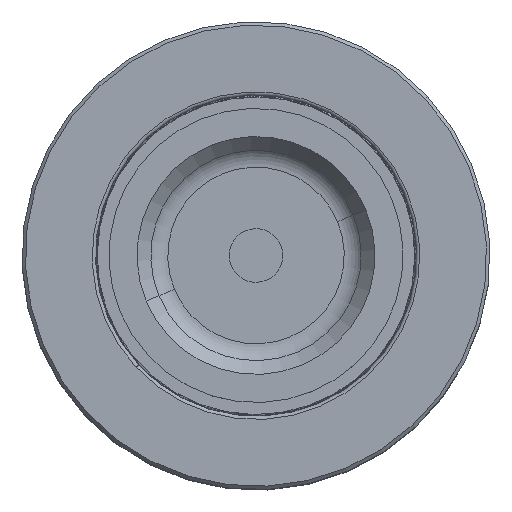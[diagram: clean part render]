
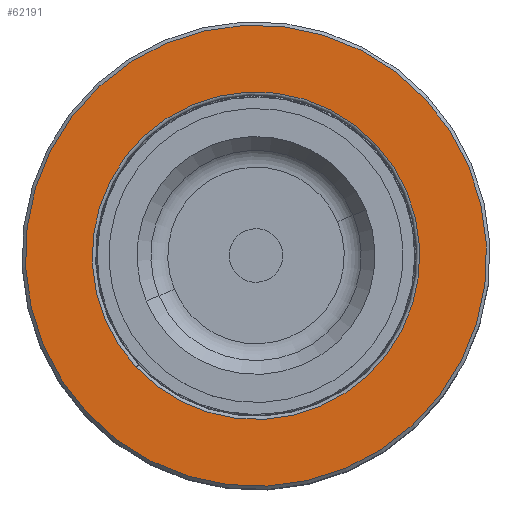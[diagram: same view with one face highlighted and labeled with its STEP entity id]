
A CAD part, top view. The second image highlights one B-rep face of the part: STEP entity #62191.
In plain terms, the highlighted face is planar.
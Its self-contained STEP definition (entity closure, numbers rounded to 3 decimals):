
#1883 = EDGE_LOOP ( 'NONE', ( #27825, #44389 ) ) ;
#2741 = CIRCLE ( 'NONE', #29879, 24.5 ) ;
#5688 = ORIENTED_EDGE ( 'NONE', *, *, #27675, .T. ) ;
#5978 = DIRECTION ( 'NONE',  ( 0., 1., 0. ) ) ;
#6524 = CARTESIAN_POINT ( 'NONE',  ( 0., 45.687, 0. ) ) ;
#9331 = DIRECTION ( 'NONE',  ( 0., 0., -1. ) ) ;
#9528 = DIRECTION ( 'NONE',  ( 0., 0., -1. ) ) ;
#18473 = CARTESIAN_POINT ( 'NONE',  ( 0., 45.687, 0. ) ) ;
#18670 = CARTESIAN_POINT ( 'NONE',  ( 0., 45.687, 0. ) ) ;
#20657 = AXIS2_PLACEMENT_3D ( 'NONE', #18473, #43488, #9331 ) ;
#22937 = CIRCLE ( 'NONE', #57643, 24.5 ) ;
#23568 = DIRECTION ( 'NONE',  ( 0., -1., 0. ) ) ;
#25757 = VERTEX_POINT ( 'NONE', #58100 ) ;
#27675 = EDGE_CURVE ( 'NONE', #62156, #51224, #2741, .T. ) ;
#27825 = ORIENTED_EDGE ( 'NONE', *, *, #37673, .F. ) ;
#28810 = CARTESIAN_POINT ( 'NONE',  ( 0., 45.687, 24.5 ) ) ;
#29879 = AXIS2_PLACEMENT_3D ( 'NONE', #34486, #33853, #54030 ) ;
#30658 = EDGE_CURVE ( 'NONE', #32433, #25757, #56606, .T. ) ;
#31275 = CARTESIAN_POINT ( 'NONE',  ( 0., 45.687, 34.5 ) ) ;
#32433 = VERTEX_POINT ( 'NONE', #31275 ) ;
#33853 = DIRECTION ( 'NONE',  ( 0., -1., 0. ) ) ;
#34424 = CARTESIAN_POINT ( 'NONE',  ( 0., 45.687, -24.5 ) ) ;
#34486 = CARTESIAN_POINT ( 'NONE',  ( 0., 45.687, 0. ) ) ;
#34754 = FACE_OUTER_BOUND ( 'NONE', #1883, .T. ) ;
#34902 = ORIENTED_EDGE ( 'NONE', *, *, #36493, .T. ) ;
#36493 = EDGE_CURVE ( 'NONE', #51224, #62156, #22937, .T. ) ;
#37673 = EDGE_CURVE ( 'NONE', #25757, #32433, #57840, .T. ) ;
#38077 = AXIS2_PLACEMENT_3D ( 'NONE', #55002, #5978, #54376 ) ;
#40339 = PLANE ( 'NONE',  #38077 ) ;
#40469 = DIRECTION ( 'NONE',  ( 0., 0., -1. ) ) ;
#43488 = DIRECTION ( 'NONE',  ( 0., -1., 0. ) ) ;
#44389 = ORIENTED_EDGE ( 'NONE', *, *, #30658, .F. ) ;
#45761 = DIRECTION ( 'NONE',  ( 0., -1., 0. ) ) ;
#48402 = FACE_BOUND ( 'NONE', #61661, .T. ) ;
#51224 = VERTEX_POINT ( 'NONE', #28810 ) ;
#54030 = DIRECTION ( 'NONE',  ( 0., 0., -1. ) ) ;
#54376 = DIRECTION ( 'NONE',  ( 0., 0., 1. ) ) ;
#55002 = CARTESIAN_POINT ( 'NONE',  ( 34.5, 45.687, 0. ) ) ;
#56606 = CIRCLE ( 'NONE', #58775, 34.5 ) ;
#57643 = AXIS2_PLACEMENT_3D ( 'NONE', #18670, #23568, #9528 ) ;
#57840 = CIRCLE ( 'NONE', #20657, 34.5 ) ;
#58100 = CARTESIAN_POINT ( 'NONE',  ( 0., 45.687, -34.5 ) ) ;
#58775 = AXIS2_PLACEMENT_3D ( 'NONE', #6524, #45761, #40469 ) ;
#61661 = EDGE_LOOP ( 'NONE', ( #5688, #34902 ) ) ;
#62156 = VERTEX_POINT ( 'NONE', #34424 ) ;
#62191 = ADVANCED_FACE ( 'NONE', ( #48402, #34754 ), #40339, .T. ) ;
